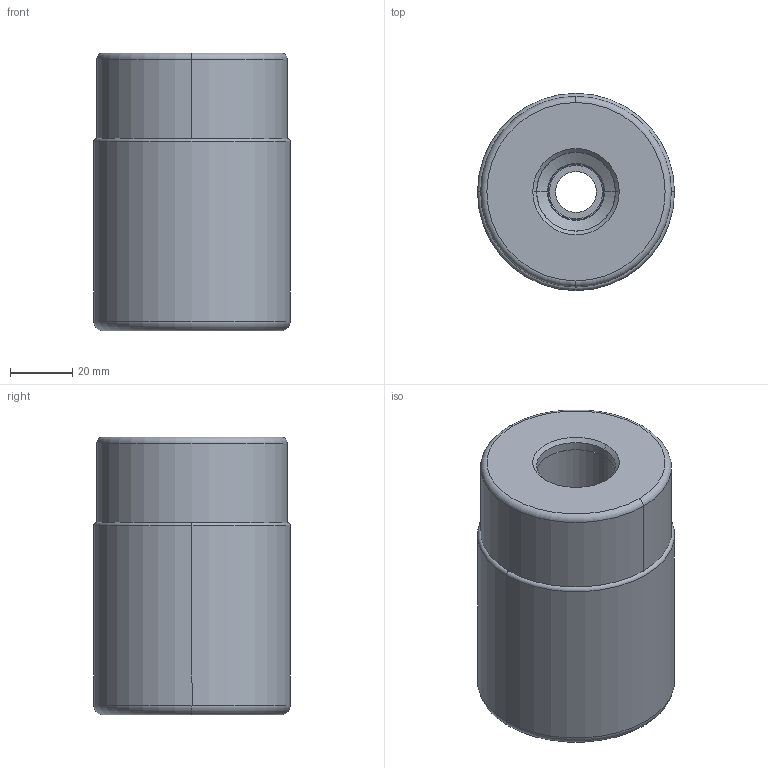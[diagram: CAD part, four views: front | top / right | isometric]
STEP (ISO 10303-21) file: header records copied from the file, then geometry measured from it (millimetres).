
FILE_DESCRIPTION(/* description */ (''),/* implementation_level */ '2;1');
FILE_NAME(/* name */ 'VFX5UR2505CA24_IR0_125.stp',/* time_stamp */ '2021-02-02T08:25:13+09:00',/* author */ (''),/* organization */ (''),/* preprocessor_version */ 'ST-DEVELOPER v16',/* originating_system */ 'SIEMENS PLM Software NX 10.0',/* authorisation */ '');
FILE_SCHEMA (('AUTOMOTIVE_DESIGN { 1 0 10303 214 3 1 1 1 }'));
Length unit declared in the file: millimetre
Products named in the file (1): VFX5UR2505CA24_IR0_125_ASM
Bounding box: 63.5 x 63.5 x 89.6 mm (x, y, z)
Volume: 304652.3 mm3; surface area: 51931.6 mm2
Topology: 2 solids, 2 shells, 73 faces, 191 edges, 139 vertices
Faces by surface type: torus 22, cylinder 18, cone 16, revolution 10, plane 7
Entity records: 3056 total; most frequent: CARTESIAN_POINT 1012, DIRECTION 473, ORIENTED_EDGE 360, AXIS2_PLACEMENT_3D 213, EDGE_CURVE 180, CIRCLE 139, VERTEX_POINT 114, EDGE_LOOP 80
